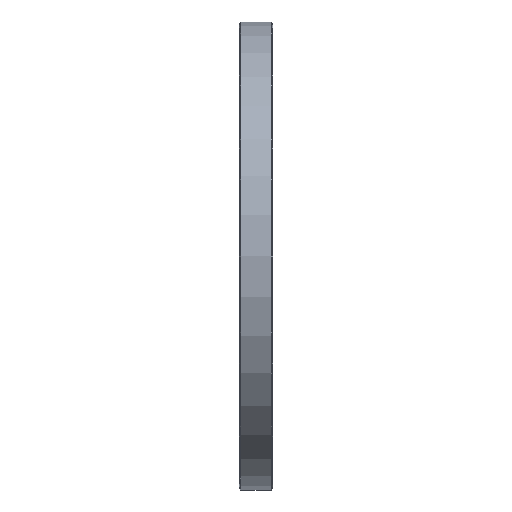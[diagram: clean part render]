
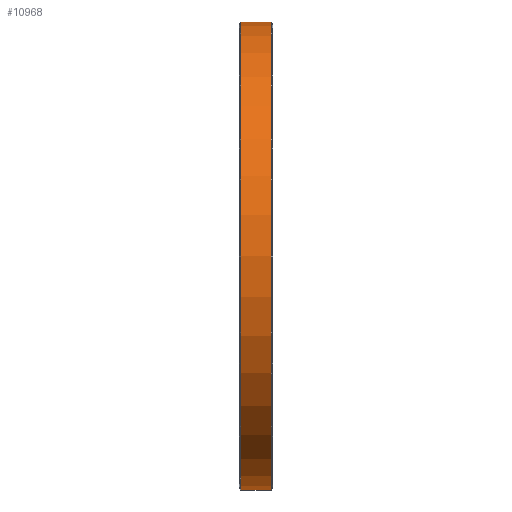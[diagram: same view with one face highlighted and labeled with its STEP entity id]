
A CAD part, front view. The second image highlights one B-rep face of the part: STEP entity #10968.
In plain terms, the highlighted cylindrical face has radius 35 mm (diameter 70 mm), a full revolution.
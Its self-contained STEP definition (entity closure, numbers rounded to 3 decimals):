
#922=CYLINDRICAL_SURFACE('',#12589,35.);
#3627=ORIENTED_EDGE('',*,*,#6834,.T.);
#3628=ORIENTED_EDGE('',*,*,#6833,.F.);
#6833=EDGE_CURVE('',#8237,#8237,#9241,.T.);
#6834=EDGE_CURVE('',#8238,#8238,#9242,.T.);
#8237=VERTEX_POINT('',#20821);
#8238=VERTEX_POINT('',#20824);
#9241=CIRCLE('',#12588,35.);
#9242=CIRCLE('',#12590,35.);
#9549=EDGE_LOOP('',(#3627));
#9550=EDGE_LOOP('',(#3628));
#10159=FACE_BOUND('',#9549,.T.);
#10160=FACE_BOUND('',#9550,.T.);
#10968=ADVANCED_FACE('',(#10159,#10160),#922,.T.);
#12588=AXIS2_PLACEMENT_3D('',#20820,#15704,#15705);
#12589=AXIS2_PLACEMENT_3D('',#20822,#15706,#15707);
#12590=AXIS2_PLACEMENT_3D('',#20823,#15708,#15709);
#15704=DIRECTION('',(1.,0.,0.));
#15705=DIRECTION('',(0.,0.,-1.));
#15706=DIRECTION('',(1.,0.,0.));
#15707=DIRECTION('',(0.,0.,-1.));
#15708=DIRECTION('',(1.,0.,0.));
#15709=DIRECTION('',(0.,0.,-1.));
#20820=CARTESIAN_POINT('',(4.75,0.,0.));
#20821=CARTESIAN_POINT('',(4.75,0.,-35.));
#20822=CARTESIAN_POINT('',(5.,0.,0.));
#20823=CARTESIAN_POINT('',(0.25,0.,0.));
#20824=CARTESIAN_POINT('',(0.25,0.,-35.));
